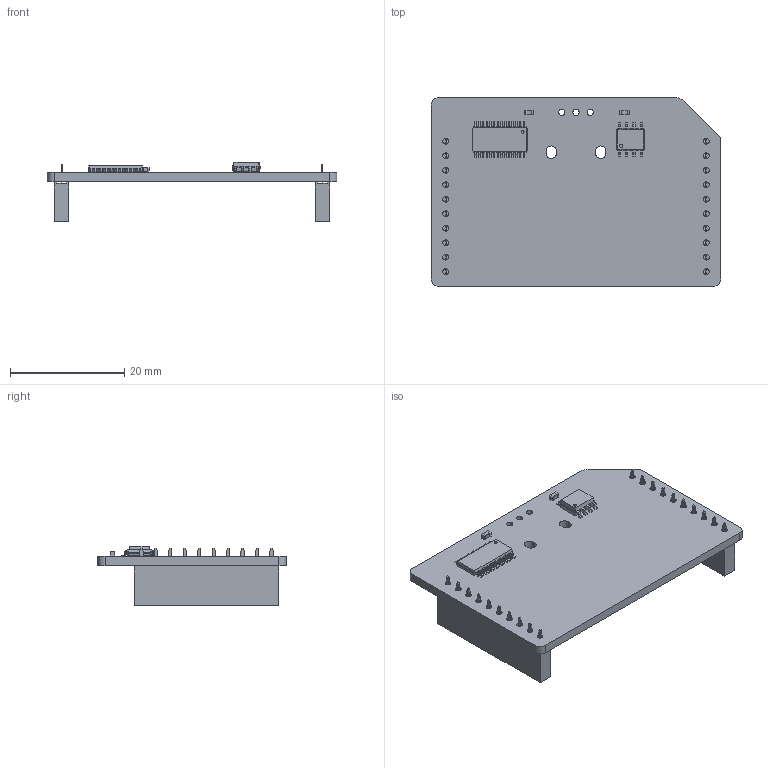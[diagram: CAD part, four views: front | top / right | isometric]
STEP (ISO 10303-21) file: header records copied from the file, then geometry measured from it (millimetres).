
FILE_DESCRIPTION(('KiCad electronic assembly'),'2;1');
FILE_NAME('blacktop02.step','2020-04-23T19:59:24',('An Author'),( 'A Company'),'Open CASCADE STEP processor 6.9', 'KiCad to STEP converter','Unknown');
FILE_SCHEMA(('AUTOMOTIVE_DESIGN { 1 0 10303 214 1 1 1 1 }'));
Length unit declared in the file: millimetre
Products named in the file (11): Open CASCADE STEP translator 6.9 1; SOIC-8_3.9x4.9mm_P1.27mm; SOLID; TSSOP-28_4.4x9.7mm_P0.65mm; SW_SPST_EVQQ2; PinSocket_1x10_P2.54mm_Vertical; C_0603_1608Metric; COMPOUND
Assembly tree (12 placements, depth 3):
  Open CASCADE STEP translator 6.9 1
    SOIC-8_3.9x4.9mm_P1.27mm
      SOLID
    TSSOP-28_4.4x9.7mm_P0.65mm
      SOLID
    SW_SPST_EVQQ2
    PinSocket_1x10_P2.54mm_Vertical  x2
      SOLID
    C_0603_1608Metric  x2
      SOLID
    COMPOUND
Bounding box: 50.8 x 33.02 x 10.45 mm (x, y, z)
Volume: 3526.8 mm3; surface area: 5352.8 mm2
Topology: 7 solids, 7 shells, 1351 faces, 3541 edges, 2270 vertices
Faces by surface type: plane 1065, cylinder 202, bspline 84
Full cylindrical faces by diameter (mm): 0.5 x1, 0.6 x1, 1 x20, 1.1 x3
Entity records: 72222 total; most frequent: CARTESIAN_POINT 12273, DIRECTION 9769, LINE 6923, VECTOR 6923, ORIENTED_EDGE 5290, PCURVE 5290, DEFINITIONAL_REPRESENTATION 5290, EDGE_CURVE 2645
